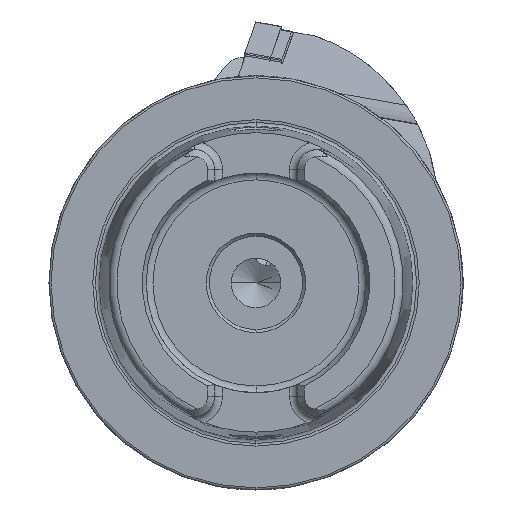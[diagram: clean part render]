
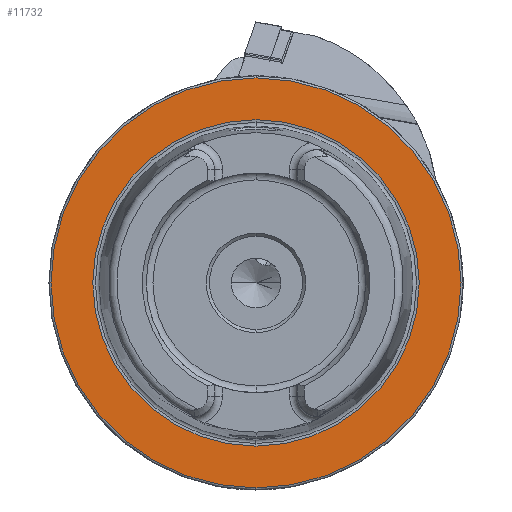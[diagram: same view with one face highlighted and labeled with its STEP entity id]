
A CAD part, left-side view. The second image highlights one B-rep face of the part: STEP entity #11732.
In plain terms, the highlighted planar face has unit normal (-1, 0, 0).
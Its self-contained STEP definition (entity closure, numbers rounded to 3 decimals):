
#1231 = DIRECTION ( 'NONE',  ( 0., 0., 1. ) ) ;
#1575 = EDGE_CURVE ( 'NONE', #14993, #16496, #11251, .T. ) ;
#2197 = DIRECTION ( 'NONE',  ( 1., 0., 0. ) ) ;
#2282 = VERTEX_POINT ( 'NONE', #17559 ) ;
#2586 = AXIS2_PLACEMENT_3D ( 'NONE', #10634, #13161, #9155 ) ;
#3205 = ORIENTED_EDGE ( 'NONE', *, *, #15832, .T. ) ;
#3995 = CIRCLE ( 'NONE', #9870, 39.405 ) ;
#4089 = CIRCLE ( 'NONE', #16536, 39.405 ) ;
#4511 = DIRECTION ( 'NONE',  ( 0., 0., 1. ) ) ;
#6352 = ORIENTED_EDGE ( 'NONE', *, *, #7772, .F. ) ;
#6501 = PLANE ( 'NONE',  #14044 ) ;
#6699 = CARTESIAN_POINT ( 'NONE',  ( 0., 49.5, 0. ) ) ;
#7255 = DIRECTION ( 'NONE',  ( -1., 0., 0. ) ) ;
#7653 = CARTESIAN_POINT ( 'NONE',  ( 0., 0., -39.405 ) ) ;
#7772 = EDGE_CURVE ( 'NONE', #2282, #13862, #4089, .T. ) ;
#8369 = EDGE_LOOP ( 'NONE', ( #3205, #12374 ) ) ;
#8693 = CARTESIAN_POINT ( 'NONE',  ( 0., 0., -49.5 ) ) ;
#9155 = DIRECTION ( 'NONE',  ( 0., 0., 1. ) ) ;
#9528 = DIRECTION ( 'NONE',  ( 0., 0., -1. ) ) ;
#9870 = AXIS2_PLACEMENT_3D ( 'NONE', #18047, #14932, #16381 ) ;
#10316 = EDGE_CURVE ( 'NONE', #13862, #2282, #3995, .T. ) ;
#10634 = CARTESIAN_POINT ( 'NONE',  ( 0., 0., 0. ) ) ;
#10725 = CARTESIAN_POINT ( 'NONE',  ( 0., 0., 49.5 ) ) ;
#10810 = EDGE_LOOP ( 'NONE', ( #6352, #14358 ) ) ;
#11056 = AXIS2_PLACEMENT_3D ( 'NONE', #16935, #7255, #4511 ) ;
#11251 = CIRCLE ( 'NONE', #11056, 49.5 ) ;
#11519 = CIRCLE ( 'NONE', #2586, 49.5 ) ;
#11732 = ADVANCED_FACE ( 'NONE', ( #18098, #15644 ), #6501, .F. ) ;
#12374 = ORIENTED_EDGE ( 'NONE', *, *, #1575, .T. ) ;
#13161 = DIRECTION ( 'NONE',  ( -1., 0., 0. ) ) ;
#13862 = VERTEX_POINT ( 'NONE', #7653 ) ;
#13941 = CARTESIAN_POINT ( 'NONE',  ( 0., 0., 0. ) ) ;
#14044 = AXIS2_PLACEMENT_3D ( 'NONE', #6699, #2197, #9528 ) ;
#14358 = ORIENTED_EDGE ( 'NONE', *, *, #10316, .F. ) ;
#14932 = DIRECTION ( 'NONE',  ( -1., 0., 0. ) ) ;
#14993 = VERTEX_POINT ( 'NONE', #8693 ) ;
#15333 = DIRECTION ( 'NONE',  ( -1., 0., 0. ) ) ;
#15644 = FACE_OUTER_BOUND ( 'NONE', #8369, .T. ) ;
#15832 = EDGE_CURVE ( 'NONE', #16496, #14993, #11519, .T. ) ;
#16381 = DIRECTION ( 'NONE',  ( 0., 0., 1. ) ) ;
#16496 = VERTEX_POINT ( 'NONE', #10725 ) ;
#16536 = AXIS2_PLACEMENT_3D ( 'NONE', #13941, #15333, #1231 ) ;
#16935 = CARTESIAN_POINT ( 'NONE',  ( 0., 0., 0. ) ) ;
#17559 = CARTESIAN_POINT ( 'NONE',  ( 0., 0., 39.405 ) ) ;
#18047 = CARTESIAN_POINT ( 'NONE',  ( 0., 0., 0. ) ) ;
#18098 = FACE_BOUND ( 'NONE', #10810, .T. ) ;
